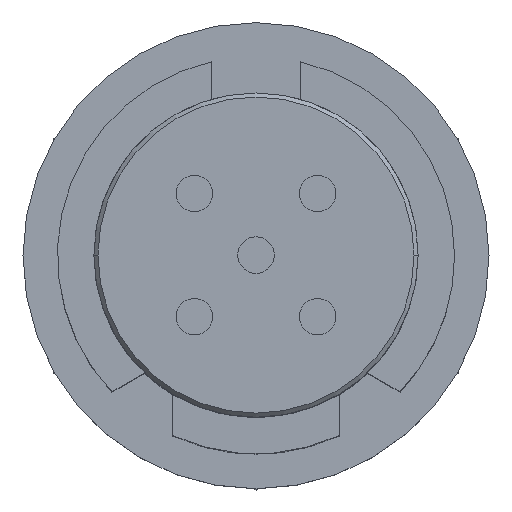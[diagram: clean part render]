
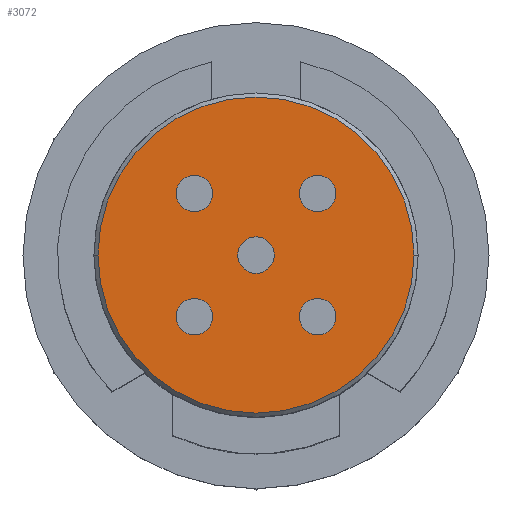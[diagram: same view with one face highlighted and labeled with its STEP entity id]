
A CAD part, top view. The second image highlights one B-rep face of the part: STEP entity #3072.
In plain terms, the highlighted planar face has unit normal (0, 0, 1).
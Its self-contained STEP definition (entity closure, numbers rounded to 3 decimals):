
#1 = VERTEX_POINT ( 'NONE', #1641 ) ;
#247 = DIRECTION ( 'NONE',  ( -1., 0., 0. ) ) ;
#249 = DIRECTION ( 'NONE',  ( 0., 0., 1. ) ) ;
#253 = CARTESIAN_POINT ( 'NONE',  ( 0., 0., 0. ) ) ;
#302 = VERTEX_POINT ( 'NONE', #2398 ) ;
#359 = CARTESIAN_POINT ( 'NONE',  ( -1.52, 1.52, 0. ) ) ;
#380 = EDGE_LOOP ( 'NONE', ( #4811, #4717 ) ) ;
#520 = DIRECTION ( 'NONE',  ( 0., 0., 1. ) ) ;
#596 = VERTEX_POINT ( 'NONE', #3473 ) ;
#597 = VERTEX_POINT ( 'NONE', #3573 ) ;
#624 = CIRCLE ( 'NONE', #1402, 0.45 ) ;
#676 = EDGE_LOOP ( 'NONE', ( #2105, #3227 ) ) ;
#684 = EDGE_LOOP ( 'NONE', ( #704, #3008 ) ) ;
#702 = FACE_BOUND ( 'NONE', #684, .T. ) ;
#704 = ORIENTED_EDGE ( 'NONE', *, *, #3220, .F. ) ;
#746 = DIRECTION ( 'NONE',  ( 1., 0., 0. ) ) ;
#760 = DIRECTION ( 'NONE',  ( 0., 0., 1. ) ) ;
#794 = CARTESIAN_POINT ( 'NONE',  ( -1.52, 1.52, 0. ) ) ;
#842 = FACE_OUTER_BOUND ( 'NONE', #380, .T. ) ;
#843 = ORIENTED_EDGE ( 'NONE', *, *, #5626, .F. ) ;
#857 = DIRECTION ( 'NONE',  ( 1., 0., 0. ) ) ;
#870 = EDGE_LOOP ( 'NONE', ( #5276, #1296 ) ) ;
#875 = DIRECTION ( 'NONE',  ( 1., 0., 0. ) ) ;
#880 = EDGE_LOOP ( 'NONE', ( #5781, #3535 ) ) ;
#920 = DIRECTION ( 'NONE',  ( 0., 0., 1. ) ) ;
#932 = CARTESIAN_POINT ( 'NONE',  ( 1.52, 1.52, 0. ) ) ;
#939 = CARTESIAN_POINT ( 'NONE',  ( -1.52, -1.52, 0. ) ) ;
#978 = DIRECTION ( 'NONE',  ( 1., 0., 0. ) ) ;
#986 = DIRECTION ( 'NONE',  ( 0., 0., 1. ) ) ;
#995 = CARTESIAN_POINT ( 'NONE',  ( 1.52, -1.52, 0. ) ) ;
#1017 = CIRCLE ( 'NONE', #3654, 0.45 ) ;
#1021 = AXIS2_PLACEMENT_3D ( 'NONE', #2374, #2371, #2369 ) ;
#1049 = EDGE_LOOP ( 'NONE', ( #2331, #843 ) ) ;
#1059 = CIRCLE ( 'NONE', #2053, 0.45 ) ;
#1097 = AXIS2_PLACEMENT_3D ( 'NONE', #932, #4341, #1430 ) ;
#1296 = ORIENTED_EDGE ( 'NONE', *, *, #5007, .F. ) ;
#1354 = CIRCLE ( 'NONE', #3773, 0.45 ) ;
#1402 = AXIS2_PLACEMENT_3D ( 'NONE', #995, #986, #978 ) ;
#1430 = DIRECTION ( 'NONE',  ( 1., 0., 0. ) ) ;
#1481 = AXIS2_PLACEMENT_3D ( 'NONE', #939, #920, #875 ) ;
#1524 = AXIS2_PLACEMENT_3D ( 'NONE', #794, #760, #746 ) ;
#1573 = DIRECTION ( 'NONE',  ( 1., 0., 0. ) ) ;
#1591 = DIRECTION ( 'NONE',  ( 0., 0., 1. ) ) ;
#1599 = DIRECTION ( 'NONE',  ( 1., 0., 0. ) ) ;
#1608 = DIRECTION ( 'NONE',  ( 0., 0., 1. ) ) ;
#1615 = CARTESIAN_POINT ( 'NONE',  ( 0., 0., 0. ) ) ;
#1620 = CARTESIAN_POINT ( 'NONE',  ( 1.52, 1.52, 0. ) ) ;
#1641 = CARTESIAN_POINT ( 'NONE',  ( 1.07, 1.52, 0. ) ) ;
#1663 = DIRECTION ( 'NONE',  ( 1., 0., 0. ) ) ;
#1671 = DIRECTION ( 'NONE',  ( 0., 0., 1. ) ) ;
#1676 = CARTESIAN_POINT ( 'NONE',  ( 0., 0., 0. ) ) ;
#1703 = AXIS2_PLACEMENT_3D ( 'NONE', #253, #249, #247 ) ;
#1786 = VERTEX_POINT ( 'NONE', #6115 ) ;
#1825 = AXIS2_PLACEMENT_3D ( 'NONE', #1620, #1608, #1599 ) ;
#1936 = DIRECTION ( 'NONE',  ( 0., 0., 1. ) ) ;
#2010 = FACE_BOUND ( 'NONE', #1049, .T. ) ;
#2053 = AXIS2_PLACEMENT_3D ( 'NONE', #1676, #1671, #1663 ) ;
#2105 = ORIENTED_EDGE ( 'NONE', *, *, #3333, .F. ) ;
#2248 = CIRCLE ( 'NONE', #1825, 0.45 ) ;
#2282 = AXIS2_PLACEMENT_3D ( 'NONE', #4806, #1936, #5256 ) ;
#2331 = ORIENTED_EDGE ( 'NONE', *, *, #3229, .F. ) ;
#2369 = DIRECTION ( 'NONE',  ( -1., 0., 0. ) ) ;
#2371 = DIRECTION ( 'NONE',  ( 0., 0., -1. ) ) ;
#2374 = CARTESIAN_POINT ( 'NONE',  ( 0., 0., 0. ) ) ;
#2379 = PLANE ( 'NONE',  #1021 ) ;
#2398 = CARTESIAN_POINT ( 'NONE',  ( -1.97, -1.52, 0. ) ) ;
#2460 = CARTESIAN_POINT ( 'NONE',  ( 1.07, -1.52, 0. ) ) ;
#2521 = VERTEX_POINT ( 'NONE', #4366 ) ;
#2611 = VERTEX_POINT ( 'NONE', #3943 ) ;
#2656 = VERTEX_POINT ( 'NONE', #3797 ) ;
#2746 = VERTEX_POINT ( 'NONE', #3236 ) ;
#2827 = CIRCLE ( 'NONE', #1097, 0.45 ) ;
#2934 = CIRCLE ( 'NONE', #3339, 0.45 ) ;
#3008 = ORIENTED_EDGE ( 'NONE', *, *, #4766, .F. ) ;
#3072 = ADVANCED_FACE ( 'NONE', ( #842, #3446, #4558, #3280, #2010, #702 ), #2379, .F. ) ;
#3220 = EDGE_CURVE ( 'NONE', #597, #596, #1059, .T. ) ;
#3227 = ORIENTED_EDGE ( 'NONE', *, *, #5728, .F. ) ;
#3229 = EDGE_CURVE ( 'NONE', #3976, #1, #2248, .T. ) ;
#3236 = CARTESIAN_POINT ( 'NONE',  ( 1.97, -1.52, 0. ) ) ;
#3280 = FACE_BOUND ( 'NONE', #870, .T. ) ;
#3296 = EDGE_CURVE ( 'NONE', #2746, #3798, #624, .T. ) ;
#3333 = EDGE_CURVE ( 'NONE', #2521, #302, #4332, .T. ) ;
#3339 = AXIS2_PLACEMENT_3D ( 'NONE', #359, #3787, #857 ) ;
#3342 = CARTESIAN_POINT ( 'NONE',  ( -3.9, 0., 0. ) ) ;
#3386 = EDGE_CURVE ( 'NONE', #2611, #1786, #4907, .T. ) ;
#3444 = CARTESIAN_POINT ( 'NONE',  ( -1.52, -1.52, 0. ) ) ;
#3446 = FACE_BOUND ( 'NONE', #880, .T. ) ;
#3473 = CARTESIAN_POINT ( 'NONE',  ( -0.45, 0., 0. ) ) ;
#3515 = EDGE_CURVE ( 'NONE', #4971, #2656, #4063, .T. ) ;
#3535 = ORIENTED_EDGE ( 'NONE', *, *, #5369, .F. ) ;
#3573 = CARTESIAN_POINT ( 'NONE',  ( 0.45, 0., 0. ) ) ;
#3654 = AXIS2_PLACEMENT_3D ( 'NONE', #3444, #520, #3934 ) ;
#3773 = AXIS2_PLACEMENT_3D ( 'NONE', #5417, #5392, #5300 ) ;
#3787 = DIRECTION ( 'NONE',  ( 0., 0., 1. ) ) ;
#3797 = CARTESIAN_POINT ( 'NONE',  ( 3.9, 0., 0. ) ) ;
#3798 = VERTEX_POINT ( 'NONE', #2460 ) ;
#3934 = DIRECTION ( 'NONE',  ( 1., 0., 0. ) ) ;
#3943 = CARTESIAN_POINT ( 'NONE',  ( -1.07, 1.52, 0. ) ) ;
#3976 = VERTEX_POINT ( 'NONE', #4307 ) ;
#4063 = CIRCLE ( 'NONE', #1703, 3.9 ) ;
#4307 = CARTESIAN_POINT ( 'NONE',  ( 1.97, 1.52, 0. ) ) ;
#4332 = CIRCLE ( 'NONE', #1481, 0.45 ) ;
#4341 = DIRECTION ( 'NONE',  ( 0., 0., 1. ) ) ;
#4366 = CARTESIAN_POINT ( 'NONE',  ( -1.07, -1.52, 0. ) ) ;
#4558 = FACE_BOUND ( 'NONE', #676, .T. ) ;
#4717 = ORIENTED_EDGE ( 'NONE', *, *, #5468, .T. ) ;
#4766 = EDGE_CURVE ( 'NONE', #596, #597, #6054, .T. ) ;
#4806 = CARTESIAN_POINT ( 'NONE',  ( 0., 0., 0. ) ) ;
#4811 = ORIENTED_EDGE ( 'NONE', *, *, #3515, .T. ) ;
#4907 = CIRCLE ( 'NONE', #1524, 0.45 ) ;
#4971 = VERTEX_POINT ( 'NONE', #3342 ) ;
#5007 = EDGE_CURVE ( 'NONE', #3798, #2746, #1354, .T. ) ;
#5093 = CIRCLE ( 'NONE', #2282, 3.9 ) ;
#5256 = DIRECTION ( 'NONE',  ( -1., 0., 0. ) ) ;
#5276 = ORIENTED_EDGE ( 'NONE', *, *, #3296, .F. ) ;
#5300 = DIRECTION ( 'NONE',  ( 1., 0., 0. ) ) ;
#5369 = EDGE_CURVE ( 'NONE', #1786, #2611, #2934, .T. ) ;
#5392 = DIRECTION ( 'NONE',  ( 0., 0., 1. ) ) ;
#5417 = CARTESIAN_POINT ( 'NONE',  ( 1.52, -1.52, 0. ) ) ;
#5468 = EDGE_CURVE ( 'NONE', #2656, #4971, #5093, .T. ) ;
#5626 = EDGE_CURVE ( 'NONE', #1, #3976, #2827, .T. ) ;
#5728 = EDGE_CURVE ( 'NONE', #302, #2521, #1017, .T. ) ;
#5781 = ORIENTED_EDGE ( 'NONE', *, *, #3386, .F. ) ;
#5935 = AXIS2_PLACEMENT_3D ( 'NONE', #1615, #1591, #1573 ) ;
#6054 = CIRCLE ( 'NONE', #5935, 0.45 ) ;
#6115 = CARTESIAN_POINT ( 'NONE',  ( -1.97, 1.52, 0. ) ) ;
